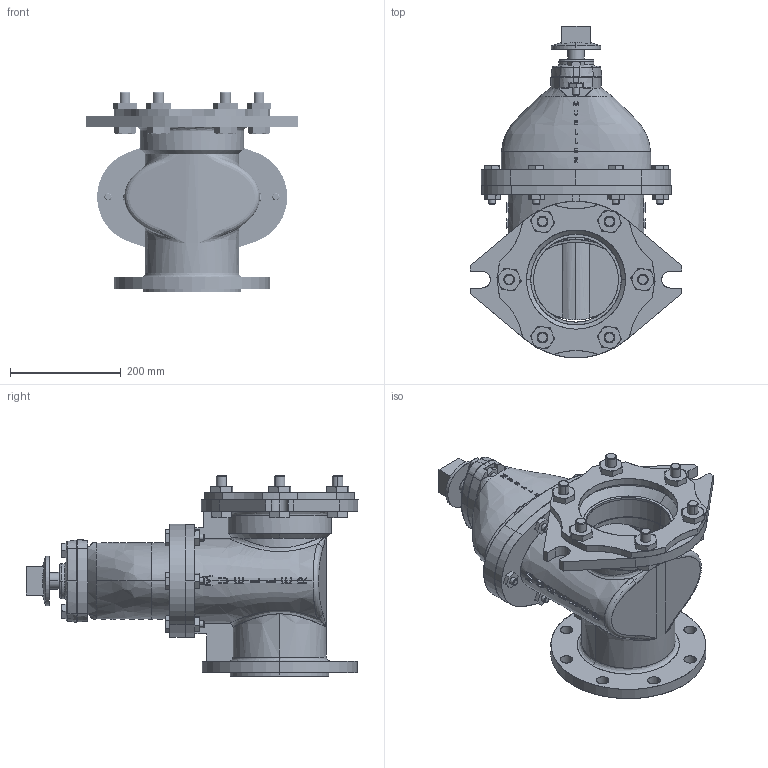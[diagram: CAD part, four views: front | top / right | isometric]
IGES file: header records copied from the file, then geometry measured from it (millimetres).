
Start section: SolidWorks IGES file using analytic representation for surfaces
Global section: file name: T-2360-16-06.IGS; native system: SolidWorks 2014; preprocessor: SolidWorks 2014; author: ADMIN; date: 140222.155013; units: inch
Bounding box: 381 x 598.42 x 360.68 mm (x, y, z)
Surface area: 1543685.8 mm2 (no closed solid volume)
Topology: 0 solids, 0 shells, 1374 faces, 27138 edges, 27135 vertices
Faces by surface type: bspline 991, revolution 383
